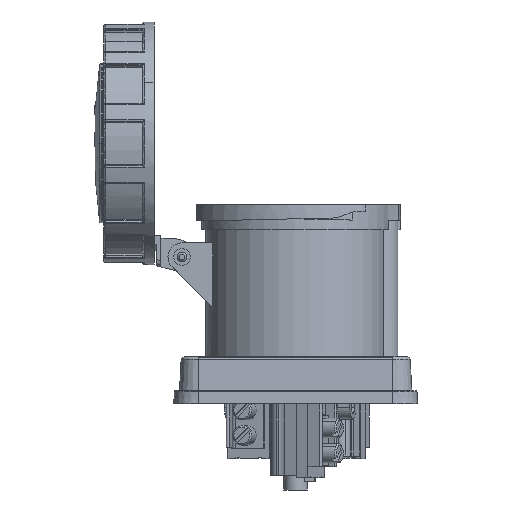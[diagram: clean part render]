
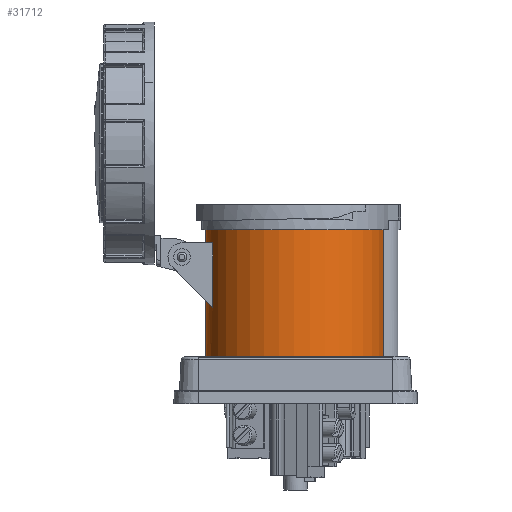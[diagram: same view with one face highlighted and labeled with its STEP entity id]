
A CAD part, front view. The second image highlights one B-rep face of the part: STEP entity #31712.
In plain terms, the highlighted cylindrical face has radius 46.3 mm (diameter 92.6 mm), a partial arc.
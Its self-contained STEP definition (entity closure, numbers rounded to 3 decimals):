
#276 = VERTEX_POINT ( 'NONE', #9780 ) ;
#357 = CIRCLE ( 'NONE', #14095, 46.3 ) ;
#496 = CARTESIAN_POINT ( 'NONE',  ( -42.762, -17.75, 70.75 ) ) ;
#1144 = ORIENTED_EDGE ( 'NONE', *, *, #5132, .T. ) ;
#2009 = VERTEX_POINT ( 'NONE', #17824 ) ;
#2219 = CARTESIAN_POINT ( 'NONE',  ( 0., 0., 12. ) ) ;
#2483 = EDGE_CURVE ( 'NONE', #30529, #21512, #17724, .T. ) ;
#3800 = EDGE_CURVE ( 'NONE', #276, #19378, #357, .T. ) ;
#4876 = LINE ( 'NONE', #28016, #28675 ) ;
#5132 = EDGE_CURVE ( 'NONE', #19378, #30529, #4876, .T. ) ;
#5414 = VERTEX_POINT ( 'NONE', #24517 ) ;
#6835 = VERTEX_POINT ( 'NONE', #25289 ) ;
#6866 = VERTEX_POINT ( 'NONE', #15861 ) ;
#6873 = CIRCLE ( 'NONE', #8993, 46.3 ) ;
#6948 = DIRECTION ( 'NONE',  ( 0., 0., -1. ) ) ;
#6961 = EDGE_CURVE ( 'NONE', #6866, #276, #24107, .T. ) ;
#7130 = CARTESIAN_POINT ( 'NONE',  ( -46.3, 0., 12. ) ) ;
#8953 = CARTESIAN_POINT ( 'NONE',  ( -44.437, -13., 43.427 ) ) ;
#8993 = AXIS2_PLACEMENT_3D ( 'NONE', #19504, #6948, #24964 ) ;
#9003 = CARTESIAN_POINT ( 'NONE',  ( -46.3, 0., 12. ) ) ;
#9659 = DIRECTION ( 'NONE',  ( 0., 0., -1. ) ) ;
#9780 = CARTESIAN_POINT ( 'NONE',  ( -44.437, -13., 70.75 ) ) ;
#10029 = CARTESIAN_POINT ( 'NONE',  ( -46.3, 0., 41.047 ) ) ;
#10322 =( BOUNDED_CURVE ( )  B_SPLINE_CURVE ( 3, ( #11586, #21506, #29274, #8953 ),
 .UNSPECIFIED., .F., .F. ) 
 B_SPLINE_CURVE_WITH_KNOTS ( ( 4, 4 ),
 ( 3.142, 3.426 ),
 .UNSPECIFIED. ) 
 CURVE ( )  GEOMETRIC_REPRESENTATION_ITEM ( )  RATIONAL_B_SPLINE_CURVE ( ( 1., 0.993, 0.993, 1. ) ) 
 REPRESENTATION_ITEM ( '' )  );
#10592 = AXIS2_PLACEMENT_3D ( 'NONE', #2219, #12285, #30314 ) ;
#10838 = ORIENTED_EDGE ( 'NONE', *, *, #23040, .T. ) ;
#10962 = CARTESIAN_POINT ( 'NONE',  ( -46.3, 0., 41.047 ) ) ;
#11078 = LINE ( 'NONE', #30766, #15000 ) ;
#11136 = VECTOR ( 'NONE', #32427, 1000. ) ;
#11397 = DIRECTION ( 'NONE',  ( 1., 0., 0. ) ) ;
#11586 = CARTESIAN_POINT ( 'NONE',  ( -46.3, 0., 45.29 ) ) ;
#11760 = EDGE_CURVE ( 'NONE', #6835, #19088, #19397, .T. ) ;
#12285 = DIRECTION ( 'NONE',  ( 0., 0., 1. ) ) ;
#12675 = CARTESIAN_POINT ( 'NONE',  ( -42.762, -17.75, 37.509 ) ) ;
#13317 = EDGE_CURVE ( 'NONE', #31000, #5414, #11078, .T. ) ;
#13504 = EDGE_CURVE ( 'NONE', #5414, #19088, #28191, .T. ) ;
#13681 = ORIENTED_EDGE ( 'NONE', *, *, #13317, .T. ) ;
#14095 = AXIS2_PLACEMENT_3D ( 'NONE', #23735, #26062, #31356 ) ;
#14442 = DIRECTION ( 'NONE',  ( 0., 0., 1. ) ) ;
#14615 = CYLINDRICAL_SURFACE ( 'NONE', #10592, 46.3 ) ;
#15000 = VECTOR ( 'NONE', #23312, 1000. ) ;
#15405 = CARTESIAN_POINT ( 'NONE',  ( -46.3, 0., 77.5 ) ) ;
#15853 = VECTOR ( 'NONE', #16181, 1000. ) ;
#15861 = CARTESIAN_POINT ( 'NONE',  ( -44.437, -13., 43.427 ) ) ;
#16181 = DIRECTION ( 'NONE',  ( 0., 0., 1. ) ) ;
#16984 = ORIENTED_EDGE ( 'NONE', *, *, #11760, .F. ) ;
#17724 =( BOUNDED_CURVE ( )  B_SPLINE_CURVE ( 3, ( #12675, #25240, #32693, #10029 ),
 .UNSPECIFIED., .F., .T. ) 
 B_SPLINE_CURVE_WITH_KNOTS ( ( 4, 4 ),
 ( 2.748, 3.142 ),
 .UNSPECIFIED. ) 
 CURVE ( )  GEOMETRIC_REPRESENTATION_ITEM ( )  RATIONAL_B_SPLINE_CURVE ( ( 1., 0.987, 0.987, 1. ) ) 
 REPRESENTATION_ITEM ( '' )  );
#17813 = ORIENTED_EDGE ( 'NONE', *, *, #6961, .T. ) ;
#17824 = CARTESIAN_POINT ( 'NONE',  ( -46.3, 0., 12. ) ) ;
#19088 = VERTEX_POINT ( 'NONE', #15405 ) ;
#19163 = CARTESIAN_POINT ( 'NONE',  ( 0., 0., 77.5 ) ) ;
#19301 = EDGE_CURVE ( 'NONE', #31000, #2009, #6873, .T. ) ;
#19378 = VERTEX_POINT ( 'NONE', #496 ) ;
#19397 = LINE ( 'NONE', #9003, #24279 ) ;
#19469 = CARTESIAN_POINT ( 'NONE',  ( -42.762, -17.75, 37.509 ) ) ;
#19504 = CARTESIAN_POINT ( 'NONE',  ( 0., 0., 12. ) ) ;
#21352 = ORIENTED_EDGE ( 'NONE', *, *, #32022, .F. ) ;
#21506 = CARTESIAN_POINT ( 'NONE',  ( -46.3, -4.407, 45.29 ) ) ;
#21512 = VERTEX_POINT ( 'NONE', #10962 ) ;
#21722 = ORIENTED_EDGE ( 'NONE', *, *, #3800, .T. ) ;
#22654 = LINE ( 'NONE', #7130, #11136 ) ;
#22710 = ORIENTED_EDGE ( 'NONE', *, *, #2483, .T. ) ;
#23040 = EDGE_CURVE ( 'NONE', #6835, #6866, #10322, .T. ) ;
#23312 = DIRECTION ( 'NONE',  ( 0., 0., 1. ) ) ;
#23735 = CARTESIAN_POINT ( 'NONE',  ( 0., 0., 70.75 ) ) ;
#24107 = LINE ( 'NONE', #31738, #15853 ) ;
#24198 = ORIENTED_EDGE ( 'NONE', *, *, #13504, .T. ) ;
#24279 = VECTOR ( 'NONE', #14442, 1000. ) ;
#24517 = CARTESIAN_POINT ( 'NONE',  ( 45.372, -9.224, 77.5 ) ) ;
#24964 = DIRECTION ( 'NONE',  ( 1., 0., 0. ) ) ;
#25043 = AXIS2_PLACEMENT_3D ( 'NONE', #19163, #29250, #11397 ) ;
#25240 = CARTESIAN_POINT ( 'NONE',  ( -45.105, -12.105, 39.852 ) ) ;
#25289 = CARTESIAN_POINT ( 'NONE',  ( -46.3, 0., 45.29 ) ) ;
#26062 = DIRECTION ( 'NONE',  ( 0., 0., 1. ) ) ;
#26169 = EDGE_LOOP ( 'NONE', ( #21352, #30511, #13681, #24198, #16984, #10838, #17813, #21722, #1144, #22710 ) ) ;
#28016 = CARTESIAN_POINT ( 'NONE',  ( -42.762, -17.75, 70.75 ) ) ;
#28191 = CIRCLE ( 'NONE', #25043, 46.3 ) ;
#28675 = VECTOR ( 'NONE', #9659, 1000. ) ;
#29250 = DIRECTION ( 'NONE',  ( 0., 0., -1. ) ) ;
#29274 = CARTESIAN_POINT ( 'NONE',  ( -45.675, -8.77, 44.665 ) ) ;
#29661 = FACE_OUTER_BOUND ( 'NONE', #26169, .T. ) ;
#30314 = DIRECTION ( 'NONE',  ( -1., 0., 0. ) ) ;
#30511 = ORIENTED_EDGE ( 'NONE', *, *, #19301, .F. ) ;
#30529 = VERTEX_POINT ( 'NONE', #19469 ) ;
#30766 = CARTESIAN_POINT ( 'NONE',  ( 45.372, -9.224, 12. ) ) ;
#31000 = VERTEX_POINT ( 'NONE', #31542 ) ;
#31356 = DIRECTION ( 'NONE',  ( 1., 0., 0. ) ) ;
#31542 = CARTESIAN_POINT ( 'NONE',  ( 45.372, -9.224, 12. ) ) ;
#31712 = ADVANCED_FACE ( 'NONE', ( #29661 ), #14615, .T. ) ;
#31738 = CARTESIAN_POINT ( 'NONE',  ( -44.437, -13., 43.427 ) ) ;
#32022 = EDGE_CURVE ( 'NONE', #2009, #21512, #22654, .T. ) ;
#32427 = DIRECTION ( 'NONE',  ( 0., 0., 1. ) ) ;
#32693 = CARTESIAN_POINT ( 'NONE',  ( -46.3, -6.112, 41.047 ) ) ;
